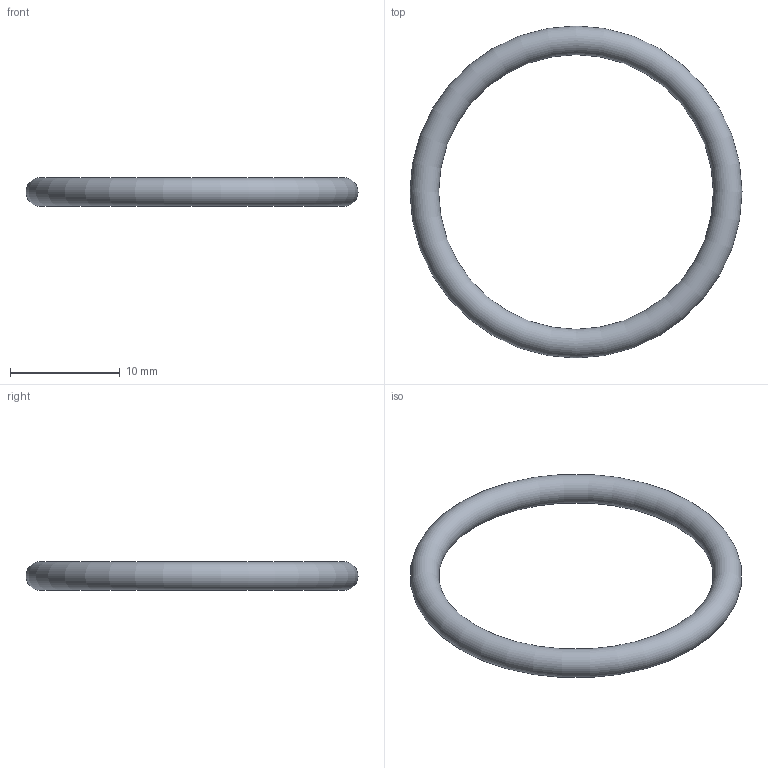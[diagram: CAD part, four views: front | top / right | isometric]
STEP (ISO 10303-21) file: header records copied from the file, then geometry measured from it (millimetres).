
FILE_DESCRIPTION(/* description */ (''),/* implementation_level */ '2;1');
FILE_NAME(/* name */ 'O-ring v1.step',/* time_stamp */ '2020-03-21T19:35:04+00:00',/* author */ (''),/* organization */ (''),/* preprocessor_version */ 'ST-DEVELOPER v18',/* originating_system */ 'Autodesk Translation Framework v8.12.0.6',/* authorisation */ '');
FILE_SCHEMA (('AUTOMOTIVE_DESIGN { 1 0 10303 214 3 1 1 }'));
Length unit declared in the file: millimetre
Products named in the file (2): Oring; 9452K84
Assembly tree (1 placements, depth 2):
  Oring
    9452K84
Bounding box: 30.3 x 30.3 x 2.62 mm (x, y, z)
Volume: 467.6 mm3; surface area: 714.9 mm2
Topology: 1 solids, 1 shells, 1 faces, 2 edges, 1 vertices
Faces by surface type: torus 1
Entity records: 87 total; most frequent: DIRECTION 12, CARTESIAN_POINT 7, AXIS2_PLACEMENT_3D 6, ORIENTED_EDGE 4, UNCERTAINTY_MEASURE_WITH_UNIT 3, PRODUCT_DEFINITION_SHAPE 3, CIRCLE 2, EDGE_CURVE 2
